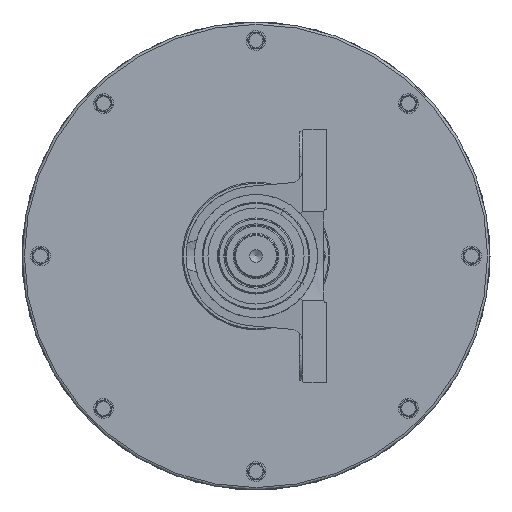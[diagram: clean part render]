
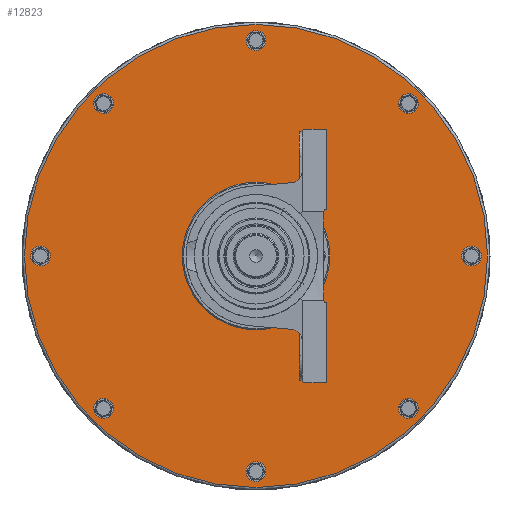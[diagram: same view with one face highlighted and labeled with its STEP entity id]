
A CAD part, left-side view. The second image highlights one B-rep face of the part: STEP entity #12823.
In plain terms, the highlighted planar face has unit normal (-1, 0, 0).
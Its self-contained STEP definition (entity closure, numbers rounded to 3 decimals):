
#1094=FACE_BOUND('',#3645,.T.);
#1095=FACE_BOUND('',#3646,.T.);
#1096=FACE_BOUND('',#3647,.T.);
#1097=FACE_BOUND('',#3648,.T.);
#1098=FACE_BOUND('',#3649,.T.);
#1099=FACE_BOUND('',#3650,.T.);
#1100=FACE_BOUND('',#3651,.T.);
#1101=FACE_BOUND('',#3652,.T.);
#1102=FACE_BOUND('',#3653,.T.);
#1689=CIRCLE('',#14097,60.);
#1695=CIRCLE('',#14112,188.);
#1696=CIRCLE('',#14113,8.);
#1697=CIRCLE('',#14114,8.);
#1698=CIRCLE('',#14115,8.);
#1699=CIRCLE('',#14116,8.);
#1700=CIRCLE('',#14117,8.);
#1701=CIRCLE('',#14118,8.);
#1702=CIRCLE('',#14119,8.);
#1703=CIRCLE('',#14120,8.);
#2416=FACE_OUTER_BOUND('',#3644,.T.);
#3644=EDGE_LOOP('',(#9445));
#3645=EDGE_LOOP('',(#9446));
#3646=EDGE_LOOP('',(#9447));
#3647=EDGE_LOOP('',(#9448));
#3648=EDGE_LOOP('',(#9449));
#3649=EDGE_LOOP('',(#9450));
#3650=EDGE_LOOP('',(#9451));
#3651=EDGE_LOOP('',(#9452));
#3652=EDGE_LOOP('',(#9453));
#3653=EDGE_LOOP('',(#9454));
#5995=VERTEX_POINT('',#20513);
#6001=VERTEX_POINT('',#20534);
#6002=VERTEX_POINT('',#20536);
#6003=VERTEX_POINT('',#20538);
#6004=VERTEX_POINT('',#20540);
#6005=VERTEX_POINT('',#20542);
#6006=VERTEX_POINT('',#20544);
#6007=VERTEX_POINT('',#20546);
#6008=VERTEX_POINT('',#20548);
#6009=VERTEX_POINT('',#20550);
#7267=EDGE_CURVE('',#5995,#5995,#1689,.T.);
#7273=EDGE_CURVE('',#6001,#6001,#1695,.T.);
#7274=EDGE_CURVE('',#6002,#6002,#1696,.T.);
#7275=EDGE_CURVE('',#6003,#6003,#1697,.T.);
#7276=EDGE_CURVE('',#6004,#6004,#1698,.T.);
#7277=EDGE_CURVE('',#6005,#6005,#1699,.T.);
#7278=EDGE_CURVE('',#6006,#6006,#1700,.T.);
#7279=EDGE_CURVE('',#6007,#6007,#1701,.T.);
#7280=EDGE_CURVE('',#6008,#6008,#1702,.T.);
#7281=EDGE_CURVE('',#6009,#6009,#1703,.T.);
#9445=ORIENTED_EDGE('',*,*,#7273,.T.);
#9446=ORIENTED_EDGE('',*,*,#7267,.T.);
#9447=ORIENTED_EDGE('',*,*,#7274,.T.);
#9448=ORIENTED_EDGE('',*,*,#7275,.T.);
#9449=ORIENTED_EDGE('',*,*,#7276,.T.);
#9450=ORIENTED_EDGE('',*,*,#7277,.T.);
#9451=ORIENTED_EDGE('',*,*,#7278,.T.);
#9452=ORIENTED_EDGE('',*,*,#7279,.T.);
#9453=ORIENTED_EDGE('',*,*,#7280,.T.);
#9454=ORIENTED_EDGE('',*,*,#7281,.T.);
#11250=PLANE('',#14111);
#12823=ADVANCED_FACE('',(#2416,#1094,#1095,#1096,#1097,#1098,#1099,#1100,
#1101,#1102),#11250,.F.);
#14097=AXIS2_PLACEMENT_3D('',#20514,#16670,#16671);
#14111=AXIS2_PLACEMENT_3D('',#20533,#16698,#16699);
#14112=AXIS2_PLACEMENT_3D('',#20535,#16700,#16701);
#14113=AXIS2_PLACEMENT_3D('',#20537,#16702,#16703);
#14114=AXIS2_PLACEMENT_3D('',#20539,#16704,#16705);
#14115=AXIS2_PLACEMENT_3D('',#20541,#16706,#16707);
#14116=AXIS2_PLACEMENT_3D('',#20543,#16708,#16709);
#14117=AXIS2_PLACEMENT_3D('',#20545,#16710,#16711);
#14118=AXIS2_PLACEMENT_3D('',#20547,#16712,#16713);
#14119=AXIS2_PLACEMENT_3D('',#20549,#16714,#16715);
#14120=AXIS2_PLACEMENT_3D('',#20551,#16716,#16717);
#16670=DIRECTION('center_axis',(1.,0.,0.));
#16671=DIRECTION('ref_axis',(0.,1.,0.));
#16698=DIRECTION('center_axis',(1.,0.,0.));
#16699=DIRECTION('ref_axis',(0.,0.,1.));
#16700=DIRECTION('center_axis',(-1.,0.,0.));
#16701=DIRECTION('ref_axis',(0.,0.,
-1.));
#16702=DIRECTION('center_axis',(1.,0.,0.));
#16703=DIRECTION('ref_axis',(0.,0.677,-0.736));
#16704=DIRECTION('center_axis',(1.,0.,0.));
#16705=DIRECTION('ref_axis',(0.,-0.042,-0.999));
#16706=DIRECTION('center_axis',(1.,0.,0.));
#16707=DIRECTION('ref_axis',(0.,-0.736,-0.677));
#16708=DIRECTION('center_axis',(1.,0.,0.));
#16709=DIRECTION('ref_axis',(0.,-0.999,0.042));
#16710=DIRECTION('center_axis',(1.,0.,0.));
#16711=DIRECTION('ref_axis',(0.,-0.677,0.736));
#16712=DIRECTION('center_axis',(1.,0.,0.));
#16713=DIRECTION('ref_axis',(0.,0.042,0.999));
#16714=DIRECTION('center_axis',(1.,0.,0.));
#16715=DIRECTION('ref_axis',(0.,0.736,0.677));
#16716=DIRECTION('center_axis',(1.,0.,0.));
#16717=DIRECTION('ref_axis',(0.,0.999,-0.042));
#20513=CARTESIAN_POINT('',(-435.,60.,0.));
#20514=CARTESIAN_POINT('Origin',(-435.,0.,0.));
#20533=CARTESIAN_POINT('Origin',(-435.,0.,44.8));
#20534=CARTESIAN_POINT('',(-435.,0.,188.));
#20535=CARTESIAN_POINT('Origin',(-435.,0.,0.));
#20536=CARTESIAN_POINT('',(-435.,118.328,129.632));
#20537=CARTESIAN_POINT('Origin',(-435.,123.744,123.744));
#20538=CARTESIAN_POINT('',(-435.,175.334,7.993));
#20539=CARTESIAN_POINT('Origin',(-435.,175.,0.));
#20540=CARTESIAN_POINT('',(-435.,129.632,-118.328));
#20541=CARTESIAN_POINT('Origin',(-435.,123.744,-123.744));
#20542=CARTESIAN_POINT('',(-435.,7.993,-175.334));
#20543=CARTESIAN_POINT('Origin',(-435.,0.,
-175.));
#20544=CARTESIAN_POINT('',(-435.,-118.328,-129.632));
#20545=CARTESIAN_POINT('Origin',(-435.,-123.744,-123.744));
#20546=CARTESIAN_POINT('',(-435.,-175.334,-7.993));
#20547=CARTESIAN_POINT('Origin',(-435.,-175.,0.));
#20548=CARTESIAN_POINT('',(-435.,-129.632,118.328));
#20549=CARTESIAN_POINT('Origin',(-435.,-123.744,123.744));
#20550=CARTESIAN_POINT('',(-435.,-7.993,175.334));
#20551=CARTESIAN_POINT('Origin',(-435.,0.,175.));
